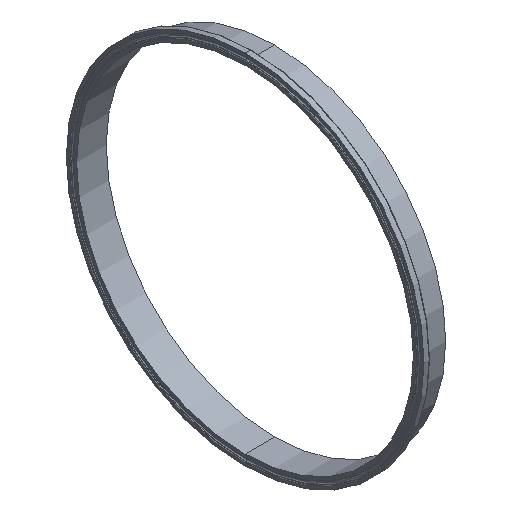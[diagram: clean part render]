
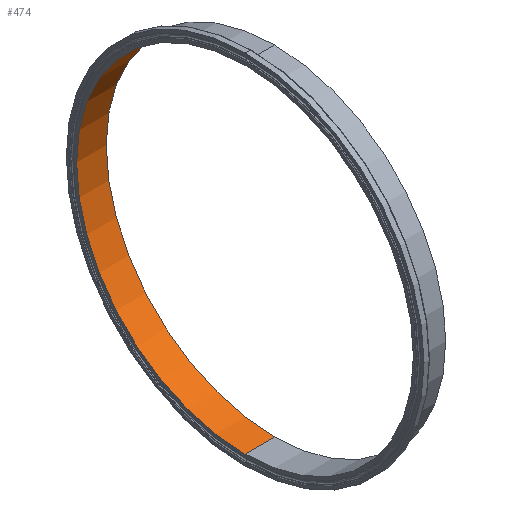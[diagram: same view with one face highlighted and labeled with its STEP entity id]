
A CAD part, isometric view. The second image highlights one B-rep face of the part: STEP entity #474.
In plain terms, the highlighted cylindrical face has radius 159.35 mm (diameter 318.7 mm), a partial arc.
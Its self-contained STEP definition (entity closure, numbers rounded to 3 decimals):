
#1 = VERTEX_POINT ( 'NONE', #649 ) ;
#59 = DIRECTION ( 'NONE',  ( -1., 0., 0. ) ) ;
#72 = LINE ( 'NONE', #80, #114 ) ;
#80 = CARTESIAN_POINT ( 'NONE',  ( 0., 0., 159.35 ) ) ;
#114 = VECTOR ( 'NONE', #187, 1000. ) ;
#116 = CARTESIAN_POINT ( 'NONE',  ( 0., 0., 0. ) ) ;
#127 = AXIS2_PLACEMENT_3D ( 'NONE', #116, #455, #686 ) ;
#156 = AXIS2_PLACEMENT_3D ( 'NONE', #370, #480, #478 ) ;
#162 = EDGE_CURVE ( 'NONE', #577, #362, #439, .T. ) ;
#187 = DIRECTION ( 'NONE',  ( -1., 0., 0. ) ) ;
#243 = VERTEX_POINT ( 'NONE', #442 ) ;
#273 = EDGE_CURVE ( 'NONE', #1, #243, #587, .T. ) ;
#287 = ORIENTED_EDGE ( 'NONE', *, *, #512, .F. ) ;
#322 = DIRECTION ( 'NONE',  ( 0., 0., 1. ) ) ;
#335 = DIRECTION ( 'NONE',  ( -1., 0., 0. ) ) ;
#341 = LINE ( 'NONE', #355, #638 ) ;
#355 = CARTESIAN_POINT ( 'NONE',  ( 0., 0., -159.35 ) ) ;
#362 = VERTEX_POINT ( 'NONE', #500 ) ;
#370 = CARTESIAN_POINT ( 'NONE',  ( 28., 0., 0. ) ) ;
#396 = ORIENTED_EDGE ( 'NONE', *, *, #273, .T. ) ;
#439 = CIRCLE ( 'NONE', #156, 159.35 ) ;
#442 = CARTESIAN_POINT ( 'NONE',  ( 0., 0., -159.35 ) ) ;
#455 = DIRECTION ( 'NONE',  ( -1., 0., 0. ) ) ;
#467 = ORIENTED_EDGE ( 'NONE', *, *, #553, .T. ) ;
#474 = ADVANCED_FACE ( 'NONE', ( #628 ), #743, .F. ) ;
#478 = DIRECTION ( 'NONE',  ( 0., 0., 1. ) ) ;
#480 = DIRECTION ( 'NONE',  ( -1., 0., 0. ) ) ;
#500 = CARTESIAN_POINT ( 'NONE',  ( 28., 0., -159.35 ) ) ;
#512 = EDGE_CURVE ( 'NONE', #362, #243, #341, .T. ) ;
#553 = EDGE_CURVE ( 'NONE', #577, #1, #72, .T. ) ;
#577 = VERTEX_POINT ( 'NONE', #592 ) ;
#580 = ORIENTED_EDGE ( 'NONE', *, *, #162, .F. ) ;
#587 = CIRCLE ( 'NONE', #620, 159.35 ) ;
#592 = CARTESIAN_POINT ( 'NONE',  ( 28., 0., 159.35 ) ) ;
#620 = AXIS2_PLACEMENT_3D ( 'NONE', #685, #335, #322 ) ;
#628 = FACE_OUTER_BOUND ( 'NONE', #674, .T. ) ;
#638 = VECTOR ( 'NONE', #59, 1000. ) ;
#649 = CARTESIAN_POINT ( 'NONE',  ( 0., 0., 159.35 ) ) ;
#674 = EDGE_LOOP ( 'NONE', ( #287, #580, #467, #396 ) ) ;
#685 = CARTESIAN_POINT ( 'NONE',  ( 0., 0., 0. ) ) ;
#686 = DIRECTION ( 'NONE',  ( 0., 0., 1. ) ) ;
#743 = CYLINDRICAL_SURFACE ( 'NONE', #127, 159.35 ) ;
